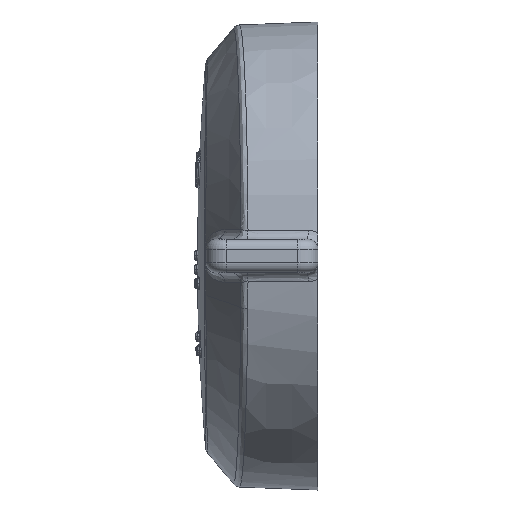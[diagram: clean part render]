
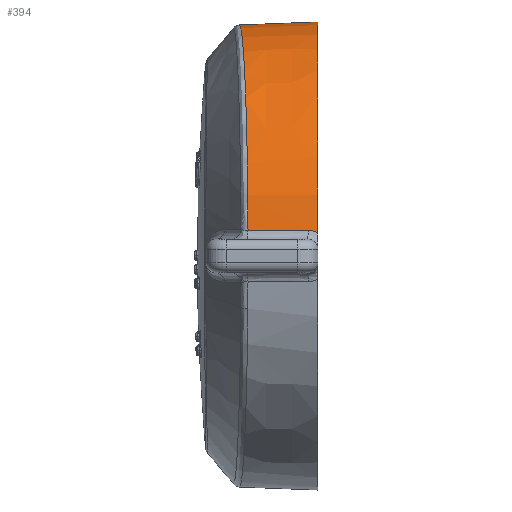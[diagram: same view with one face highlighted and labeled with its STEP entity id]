
A CAD part, left-side view. The second image highlights one B-rep face of the part: STEP entity #394.
In plain terms, the highlighted free-form (B-spline) face has degree [3, 3] with [4, 4] control points.
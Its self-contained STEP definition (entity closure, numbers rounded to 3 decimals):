
#173 = CARTESIAN_POINT ( 'NONE',  ( -34.628, 38.837, 3.457 ) ) ;
#333 = CARTESIAN_POINT ( 'NONE',  ( -1.042, 50.483, 34.363 ) ) ;
#394 = ADVANCED_FACE ( 'NONE', ( #21434 ), #2872, .T. ) ;
#482 = CARTESIAN_POINT ( 'NONE',  ( -34.476, 46.68, 3.134 ) ) ;
#484 = CARTESIAN_POINT ( 'NONE',  ( -31.084, 49.357, 14.826 ) ) ;
#787 = CARTESIAN_POINT ( 'NONE',  ( -14.22, 49.986, 31.336 ) ) ;
#932 = CARTESIAN_POINT ( 'NONE',  ( -34.214, 50.593, 3.11 ) ) ;
#933 = CARTESIAN_POINT ( 'NONE',  ( -13.257, 50.022, 31.752 ) ) ;
#1605 = EDGE_CURVE ( 'NONE', #1743, #25156, #20155, .T. ) ;
#1684 = CARTESIAN_POINT ( 'NONE',  ( -34.628, 38.837, 3.457 ) ) ;
#1743 = VERTEX_POINT ( 'NONE', #29555 ) ;
#1769 = CARTESIAN_POINT ( 'NONE',  ( -34.228, 49.239, 3.833 ) ) ;
#2611 = CARTESIAN_POINT ( 'NONE',  ( -24.852, 49.591, 23.82 ) ) ;
#2683 = ORIENTED_EDGE ( 'NONE', *, *, #4668, .T. ) ;
#2815 = VERTEX_POINT ( 'NONE', #1769 ) ;
#2872 =( BOUNDED_SURFACE ( )  B_SPLINE_SURFACE ( 3, 3, ( 
 ( #932, #12456, #26298, #7909 ),
 ( #482, #23860, #7306, #24158 ),
 ( #25997, #26446, #19005, #14434 ),
 ( #16571, #10029, #11999, #5487 ) ),
 .UNSPECIFIED., .F., .F., .T. ) 
 B_SPLINE_SURFACE_WITH_KNOTS ( ( 4, 4 ),
 ( 4, 4 ),
 ( 0., 1. ),
 ( 0., 1. ),
 .UNSPECIFIED. ) 
 GEOMETRIC_REPRESENTATION_ITEM ( )  RATIONAL_B_SPLINE_SURFACE ( (
 ( 1., 0.826, 0.826, 1.),
 ( 1., 0.826, 0.826, 1.),
 ( 1., 0.826, 0.826, 1.),
 ( 1., 0.826, 0.826, 1.) ) ) 
 REPRESENTATION_ITEM ( '' )  SURFACE ( )  );
#3061 = CARTESIAN_POINT ( 'NONE',  ( 0., 50.523, 34.36 ) ) ;
#3505 = CARTESIAN_POINT ( 'NONE',  ( -34.228, 49.239, 3.833 ) ) ;
#3592 = CARTESIAN_POINT ( 'NONE',  ( 0., 46.633, 34.62 ) ) ;
#4201 = VERTEX_POINT ( 'NONE', #22882 ) ;
#4668 = EDGE_CURVE ( 'NONE', #1743, #2815, #26094, .T. ) ;
#4880 = CARTESIAN_POINT ( 'NONE',  ( -5.745, 50.304, 33.895 ) ) ;
#5187 = CARTESIAN_POINT ( 'NONE',  ( -32.322, 49.311, 11.929 ) ) ;
#5338 = CARTESIAN_POINT ( 'NONE',  ( -29.646, 49.411, 17.637 ) ) ;
#5487 = CARTESIAN_POINT ( 'NONE',  ( 0., 38.837, 34.8 ) ) ;
#5571 = CARTESIAN_POINT ( 'NONE',  ( 0., 38.837, 34.8 ) ) ;
#6856 = CARTESIAN_POINT ( 'NONE',  ( -34.581, 39.801, 3.803 ) ) ;
#7000 = CARTESIAN_POINT ( 'NONE',  ( -34.228, 49.239, 3.833 ) ) ;
#7306 = CARTESIAN_POINT ( 'NONE',  ( -18.85, 46.68, 34.618 ) ) ;
#7460 = CARTESIAN_POINT ( 'NONE',  ( -30.852, 49.366, 15.302 ) ) ;
#7516 = CARTESIAN_POINT ( 'NONE',  ( 0., 38.837, 34.8 ) ) ;
#7909 = CARTESIAN_POINT ( 'NONE',  ( 0., 50.593, 34.355 ) ) ;
#9022 = EDGE_CURVE ( 'NONE', #2815, #4201, #11914, .T. ) ;
#9579 = CARTESIAN_POINT ( 'NONE',  ( -4.183, 50.363, 34.119 ) ) ;
#9721 = CARTESIAN_POINT ( 'NONE',  ( -34.614, 39.063, 3.581 ) ) ;
#9726 = CARTESIAN_POINT ( 'NONE',  ( -25.929, 49.55, 22.665 ) ) ;
#9880 = CARTESIAN_POINT ( 'NONE',  ( -16.118, 49.916, 30.408 ) ) ;
#9937 = B_SPLINE_CURVE_WITH_KNOTS ( 'NONE', 3,
 ( #27973, #16413, #6856, #25377, #9721, #173 ),
 .UNSPECIFIED., .F., .F.,
 ( 4, 2, 4 ),
 ( 0., 0.001, 0.002 ),
 .UNSPECIFIED. ) ;
#10029 = CARTESIAN_POINT ( 'NONE',  ( -32.942, 38.837, 22.022 ) ) ;
#10117 = EDGE_CURVE ( 'NONE', #4201, #23293, #9937, .T. ) ;
#10174 = CARTESIAN_POINT ( 'NONE',  ( -21.392, 49.72, 27.037 ) ) ;
#10708 = CARTESIAN_POINT ( 'NONE',  ( 0., 42.735, 34.766 ) ) ;
#11914 = B_SPLINE_CURVE_WITH_KNOTS ( 'NONE', 3,
 ( #7000, #14272, #16256, #25530 ),
 .UNSPECIFIED., .F., .F.,
 ( 4, 4 ),
 ( 0., 0.009 ),
 .UNSPECIFIED. ) ;
#11999 = CARTESIAN_POINT ( 'NONE',  ( -18.949, 38.837, 34.8 ) ) ;
#12456 = CARTESIAN_POINT ( 'NONE',  ( -32.521, 50.593, 21.741 ) ) ;
#12457 = CARTESIAN_POINT ( 'NONE',  ( -3.657, 50.383, 34.178 ) ) ;
#14134 = CARTESIAN_POINT ( 'NONE',  ( -5.227, 50.323, 33.978 ) ) ;
#14272 = CARTESIAN_POINT ( 'NONE',  ( -34.408, 46.267, 3.834 ) ) ;
#14285 = CARTESIAN_POINT ( 'NONE',  ( -26.606, 49.525, 21.868 ) ) ;
#14434 = CARTESIAN_POINT ( 'NONE',  ( 0., 42.759, 34.766 ) ) ;
#14436 = CARTESIAN_POINT ( 'NONE',  ( -32.669, 49.298, 10.945 ) ) ;
#14619 = ORIENTED_EDGE ( 'NONE', *, *, #1605, .F. ) ;
#16256 = CARTESIAN_POINT ( 'NONE',  ( -34.522, 43.291, 3.834 ) ) ;
#16413 = CARTESIAN_POINT ( 'NONE',  ( -34.574, 40.054, 3.835 ) ) ;
#16418 = CARTESIAN_POINT ( 'NONE',  ( -2.086, 50.443, 34.318 ) ) ;
#16571 = CARTESIAN_POINT ( 'NONE',  ( -34.657, 38.837, 3.151 ) ) ;
#16877 = CARTESIAN_POINT ( 'NONE',  ( -19.717, 49.782, 28.276 ) ) ;
#17525 = ORIENTED_EDGE ( 'NONE', *, *, #9022, .T. ) ;
#18048 = AXIS2_PLACEMENT_3D ( 'NONE', #26402, #26699, #26849 ) ;
#18710 = ORIENTED_EDGE ( 'NONE', *, *, #10117, .T. ) ;
#18861 = CARTESIAN_POINT ( 'NONE',  ( -17.039, 49.882, 29.904 ) ) ;
#19005 = CARTESIAN_POINT ( 'NONE',  ( -18.931, 42.759, 34.766 ) ) ;
#19007 = CARTESIAN_POINT ( 'NONE',  ( -31.524, 49.341, 13.868 ) ) ;
#20049 = EDGE_CURVE ( 'NONE', #23293, #25156, #22410, .T. ) ;
#20155 = B_SPLINE_CURVE_WITH_KNOTS ( 'NONE', 3,
 ( #28809, #3592, #10708, #5571 ),
 .UNSPECIFIED., .F., .F.,
 ( 4, 4 ),
 ( 614.994, 626.588 ),
 .UNSPECIFIED. ) ;
#21287 = CARTESIAN_POINT ( 'NONE',  ( -28.523, 49.454, 19.394 ) ) ;
#21434 = FACE_OUTER_BOUND ( 'NONE', #29111, .T. ) ;
#21731 = CARTESIAN_POINT ( 'NONE',  ( -10.327, 50.132, 32.865 ) ) ;
#22172 = CARTESIAN_POINT ( 'NONE',  ( -33.993, 49.248, 5.921 ) ) ;
#22410 = CIRCLE ( 'NONE', #18048, 34.8 ) ;
#22882 = CARTESIAN_POINT ( 'NONE',  ( -34.57, 40.313, 3.835 ) ) ;
#23293 = VERTEX_POINT ( 'NONE', #1684 ) ;
#23716 = CARTESIAN_POINT ( 'NONE',  ( -33.572, 49.264, 7.959 ) ) ;
#23860 = CARTESIAN_POINT ( 'NONE',  ( -32.769, 46.68, 21.907 ) ) ;
#24014 = CARTESIAN_POINT ( 'NONE',  ( -8.321, 50.206, 33.425 ) ) ;
#24158 = CARTESIAN_POINT ( 'NONE',  ( 0., 46.68, 34.618 ) ) ;
#25156 = VERTEX_POINT ( 'NONE', #7516 ) ;
#25377 = CARTESIAN_POINT ( 'NONE',  ( -34.601, 39.305, 3.676 ) ) ;
#25530 = CARTESIAN_POINT ( 'NONE',  ( -34.57, 40.313, 3.835 ) ) ;
#25997 = CARTESIAN_POINT ( 'NONE',  ( -34.623, 42.759, 3.148 ) ) ;
#26094 = B_SPLINE_CURVE_WITH_KNOTS ( 'NONE', 3,
 ( #3061, #333, #16418, #12457, #9579, #14134, #4880, #24014, #21731, #933, #787, #9880, #18861, #16877, #10174, #26149, #27978, #28123, #2611, #9726, #14285, #21287, #5338, #7460, #484, #19007, #28275, #5187, #14436, #23716, #22172, #3505 ),
 .UNSPECIFIED., .F., .F.,
 ( 4, 2, 2, 2, 2, 2, 2, 2, 2, 2, 2, 2, 2, 2, 2, 4 ),
 ( 0.052, 0.055, 0.056, 0.058, 0.064, 0.067, 0.07, 0.077, 0.078, 0.08, 0.083, 0.089, 0.091, 0.093, 0.096, 0.102 ),
 .UNSPECIFIED. ) ;
#26149 = CARTESIAN_POINT ( 'NONE',  ( -23.346, 49.647, 25.293 ) ) ;
#26298 = CARTESIAN_POINT ( 'NONE',  ( -18.707, 50.593, 34.355 ) ) ;
#26402 = CARTESIAN_POINT ( 'NONE',  ( 0., 38.837, 0. ) ) ;
#26446 = CARTESIAN_POINT ( 'NONE',  ( -32.909, 42.759, 22.001 ) ) ;
#26699 = DIRECTION ( 'NONE',  ( 0., 1., 0. ) ) ;
#26849 = DIRECTION ( 'NONE',  ( 0., 0., 1. ) ) ;
#27973 = CARTESIAN_POINT ( 'NONE',  ( -34.57, 40.313, 3.835 ) ) ;
#27978 = CARTESIAN_POINT ( 'NONE',  ( -23.729, 49.633, 24.935 ) ) ;
#28123 = CARTESIAN_POINT ( 'NONE',  ( -24.483, 49.604, 24.198 ) ) ;
#28275 = CARTESIAN_POINT ( 'NONE',  ( -31.732, 49.333, 13.385 ) ) ;
#28809 = CARTESIAN_POINT ( 'NONE',  ( 0., 50.523, 34.36 ) ) ;
#29111 = EDGE_LOOP ( 'NONE', ( #14619, #2683, #17525, #18710, #29300 ) ) ;
#29300 = ORIENTED_EDGE ( 'NONE', *, *, #20049, .T. ) ;
#29555 = CARTESIAN_POINT ( 'NONE',  ( 0., 50.523, 34.36 ) ) ;
